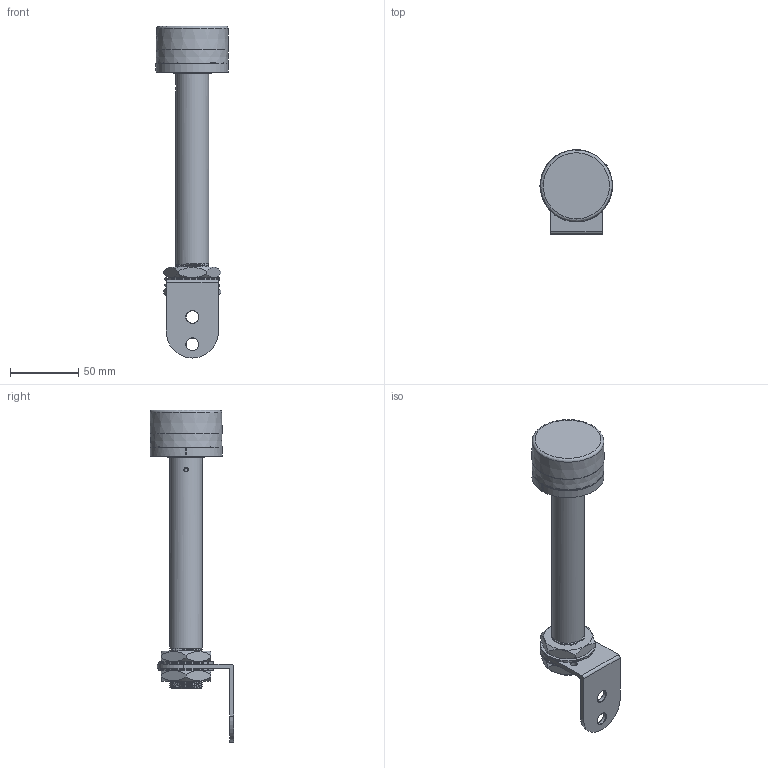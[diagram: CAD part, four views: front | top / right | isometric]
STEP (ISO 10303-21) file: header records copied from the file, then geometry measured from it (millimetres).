
FILE_DESCRIPTION(/* description */ (''),/* implementation_level */ '2;1');
FILE_NAME(/* name */ 'Aluminum_Base.stp',/* time_stamp */ '2016-01-04T14:34:15-05:00',/* author */ ('CAD Station'),/* organization */ (''),/* preprocessor_version */ 'ST-DEVELOPER v16.1',/* originating_system */ 'Autodesk Inventor 2016',/* authorisation */ '');
FILE_SCHEMA (('AUTOMOTIVE_DESIGN { 1 0 10303 214 3 1 1 }'));
Length unit declared in the file: millimetre
Products named in the file (18): 10; 11; 12; 13; 14; 4; 5; 6; 7; 8; 9; 3; 1; 2; Assem4; Assem3; Assem2; Metal barcket assembly
Assembly tree (23 placements, depth 5):
  Metal barcket assembly
    10
    11
    12
    13  x2
    14
    Assem2
      4
      5
      6  x2
      7
      8
      9
      Assem3
        3
        Assem4  x5
          1
          2
Bounding box: 53.31 x 61.36 x 242.7 mm (x, y, z)
Volume: 110364.4 mm3; surface area: 81017.9 mm2
Topology: 24 solids, 24 shells, 789 faces, 2010 edges, 1320 vertices
Faces by surface type: plane 497, cylinder 147, cone 79, bspline 36, torus 30
Full cylindrical faces by diameter (mm): 2.394 x2, 2.459 x5, 2.541 x2, 2.927 x2, 3 x8, 3.242 x1, 3.8 x10, 3.9 x5, 4 x1, 4.5 x1, 5 x5, 5.5 x2, 5.6 x1, 7.6 x1, 8.5 x2, 9 x2, 10.5 x2, 15 x1, 19 x1, 24 x19, 24.5 x2, 24.7 x1, 40 x2, 44.702 x1, 45.1 x1, 45.7 x1, 46.7 x1, 47.05 x1, 50.8 x1, 52 x1
Entity records: 20273 total; most frequent: CARTESIAN_POINT 7190, DIRECTION 2583, ORIENTED_EDGE 2532, EDGE_CURVE 1266, AXIS2_PLACEMENT_3D 899, VERTEX_POINT 883, LINE 785, VECTOR 785
